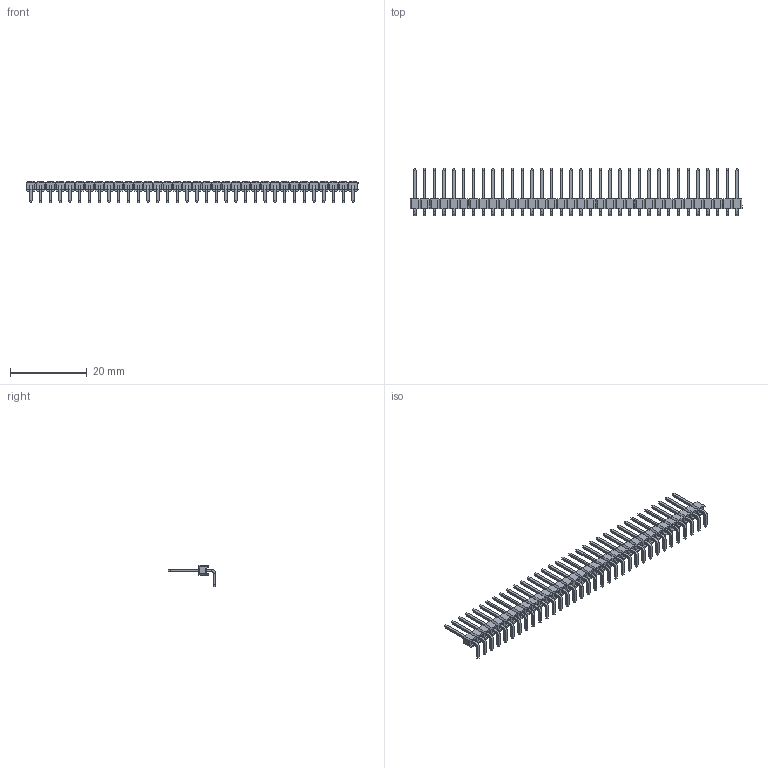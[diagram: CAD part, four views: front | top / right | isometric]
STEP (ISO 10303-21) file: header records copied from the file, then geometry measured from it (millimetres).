
FILE_DESCRIPTION (( 'STEP AP214' ), '1' );
FILE_NAME ('1x34 Male Pin Header Angle.STEP', '2021-11-12T11:31:25', ( 'M.B.I.' ), ( '' ), 'SwSTEP 2.0', '', '' );
FILE_SCHEMA (( 'AUTOMOTIVE_DESIGN' ));
Length unit declared in the file: millimetre
Products named in the file (1): 1x34 Male Pin Header Angle
Bounding box: 86.36 x 12.36 x 5.5 mm (x, y, z)
Volume: 626.5 mm3; surface area: 2635.5 mm2
Topology: 49 solids, 49 shells, 1684 faces, 4086 edges, 2500 vertices
Faces by surface type: plane 1616, cylinder 68
Entity records: 48012 total; most frequent: CARTESIAN_POINT 8271, ORIENTED_EDGE 8172, DIRECTION 7592, EDGE_CURVE 4086, VECTOR 3950, LINE 3950, VERTEX_POINT 2500, AXIS2_PLACEMENT_3D 1821
